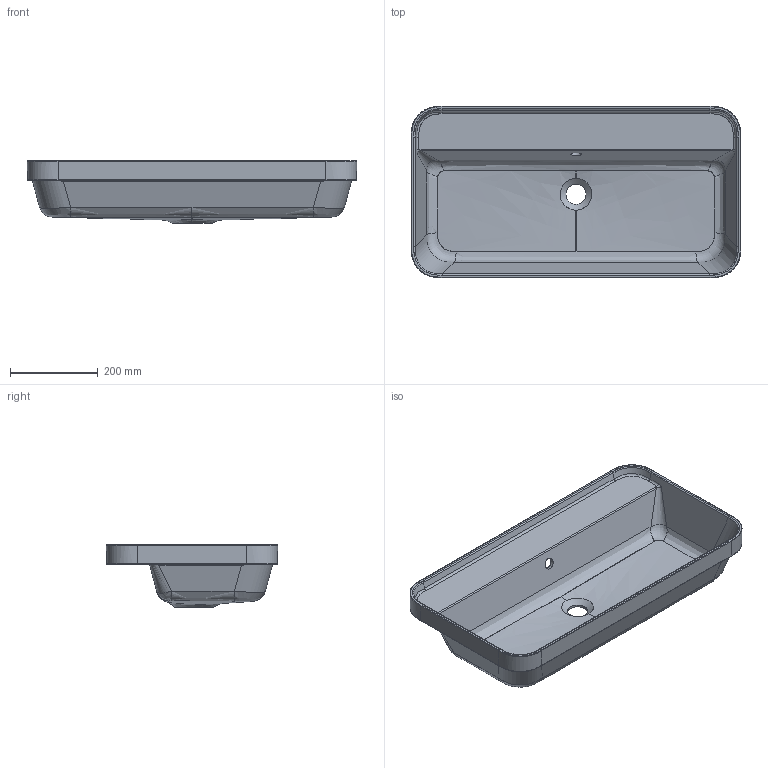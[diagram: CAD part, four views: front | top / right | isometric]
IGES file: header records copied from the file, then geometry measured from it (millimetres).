
Global section: file name: 15-235_7797A.igs; native system: NX V8.5; preprocessor: SIEMENS PLM Software NX 8.5; date: 20180212.191352; units: millimetre
Bounding box: 749.95 x 389.95 x 143 mm (x, y, z)
Surface area: 954371.7 mm2 (no closed solid volume)
Topology: 0 solids, 0 shells, 155 faces, 1125 edges, 1115 vertices
Faces by surface type: bspline 147, offset 8
